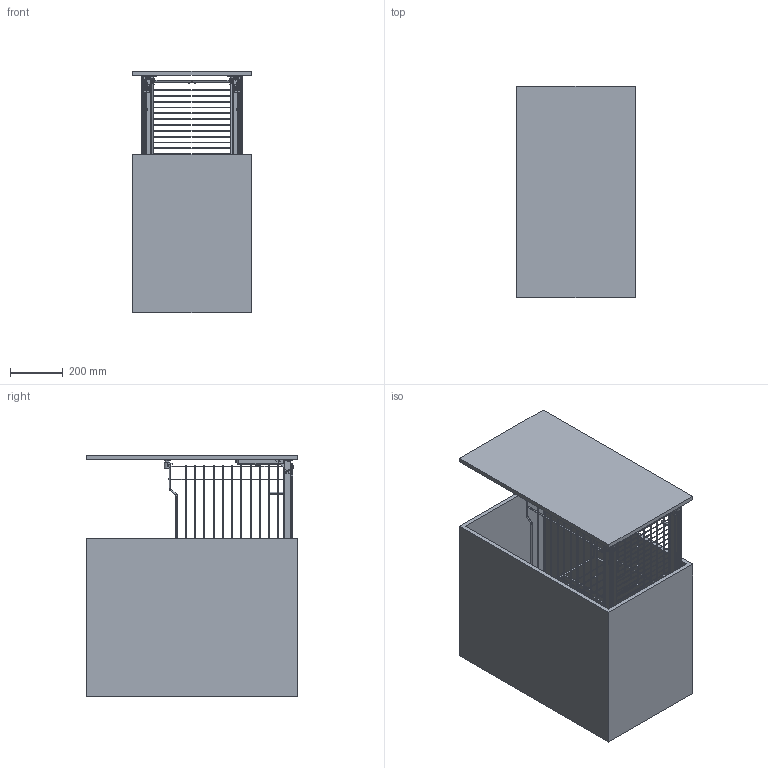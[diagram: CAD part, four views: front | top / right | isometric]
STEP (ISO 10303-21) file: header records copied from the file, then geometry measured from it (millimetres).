
FILE_DESCRIPTION (( 'STEP AP214' ), '1' );
FILE_NAME ('Tolva ropa extraíble CLASSIC F450.STEP', '2022-10-04T05:57:33', ( '' ), ( '' ), 'SwSTEP 2.0', 'SolidWorks 2018', '' );
FILE_SCHEMA (( 'AUTOMOTIVE_DESIGN' ));
Length unit declared in the file: millimetre
Products named in the file (39): hex nut style 1 gradeab_iso_ISO - 4032 - M6 - D - N; HETTICH_Guia interior; P080049; HETTICH_DCHO_Guia intermedia_480 V6; P030110s; HETTICH_IZDO_Funda_480 V6; C01000003S02; HETTICH_IZDO_Guia intermedia_480 V6; HETTICH_IZDO_Freno; P050009_MODELO 450 H800; C01000003C01_MODELO 450; HETTICH_DCHO_Funda_480 V6; QUADRO V6 480 EB20 SS IZ_Libre; P080050; C01000003S05; C01000003S06; countersunk flat head cross recess screw_iso_ISO 7046-1 - M6 x 25 - Z - 25N; P080047; HETTICH_DCHO_Freno; pan head cross recess screw_iso_ISO 7045 - M6 x 16 - Z - 16N; QUADRO V6 480 EB20 SS DC_Libre; P080048; C01000003S03; P080045; P030110; P080051; C01000003S04; Tolva ropa extraíble CLASSIC F450; P080046s; P010031_MODELO 450; C01000003S01; P030111; ISO 1482 - ST 3,5 x 13; P030112; pan head cross recess screw_iso_ISO 7045 - M6 x 25 - Z - 25N; countersunk flat head cross recess screw_iso_ISO 7046-1 - M6 x 16 - Z - 16N; P080046; P080045s; P050010_MODELO F450-H800
Assembly tree (50 placements, depth 4):
  Tolva ropa extraíble CLASSIC F450
    C01000003C01_MODELO 450
      P050009_MODELO 450 H800
      P050010_MODELO F450-H800
      QUADRO V6 480 EB20 SS DC_Libre
        HETTICH_DCHO_Funda_480 V6
        HETTICH_DCHO_Guia intermedia_480 V6
        HETTICH_Guia interior
        HETTICH_DCHO_Freno
      QUADRO V6 480 EB20 SS IZ_Libre
        HETTICH_IZDO_Funda_480 V6
        HETTICH_IZDO_Guia intermedia_480 V6
        HETTICH_Guia interior
        HETTICH_IZDO_Freno
      C01000003S01
        P030110
        P030111
        P030112
      C01000003S02
        P030110s
        P030111
        P030112
      C01000003S03
        P080046
        P080045
        P080047  x2
      C01000003S04
        P080046s
        P080045s
        P080047  x2
      P080049  x2
      C01000003S05  x2
        P080048
        pan head cross recess screw_iso_ISO 7045 - M6 x 25 - Z - 25N
        pan head cross recess screw_iso_ISO 7045 - M6 x 16 - Z - 16N
        countersunk flat head cross recess screw_iso_ISO 7046-1 - M6 x 16 - Z - 16N
        ISO 1482 - ST 3,5 x 13
        hex nut style 1 gradeab_iso_ISO - 4032 - M6 - D - N
      C01000003S06  x2
        P080050
        P080051
        hex nut style 1 gradeab_iso_ISO - 4032 - M6 - D - N
        countersunk flat head cross recess screw_iso_ISO 7046-1 - M6 x 25 - Z - 25N
    P010031_MODELO 450
Bounding box: 450 x 800 x 913.88 mm (x, y, z)
Volume: 35192243 mm3; surface area: 5314921.5 mm2
Topology: 107 solids, 107 shells, 3369 faces, 8092 edges, 4934 vertices
Faces by surface type: plane 1441, cylinder 1148, torus 314, cone 302, sphere 134, bspline 30
Entity records: 67977 total; most frequent: CARTESIAN_POINT 12987, DIRECTION 11927, ORIENTED_EDGE 10506, EDGE_CURVE 5253, AXIS2_PLACEMENT_3D 4593, VERTEX_POINT 3234, VECTOR 2741, LINE 2741
